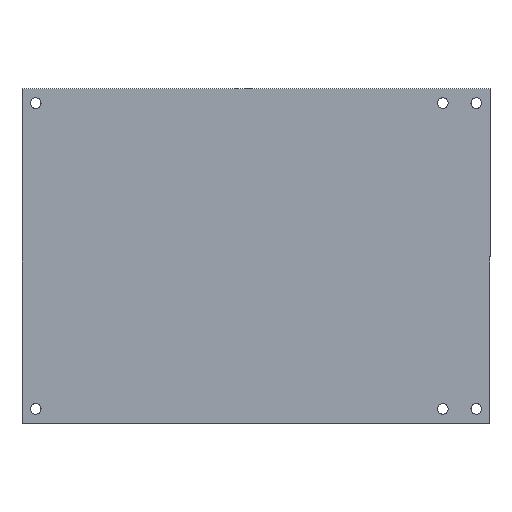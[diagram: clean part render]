
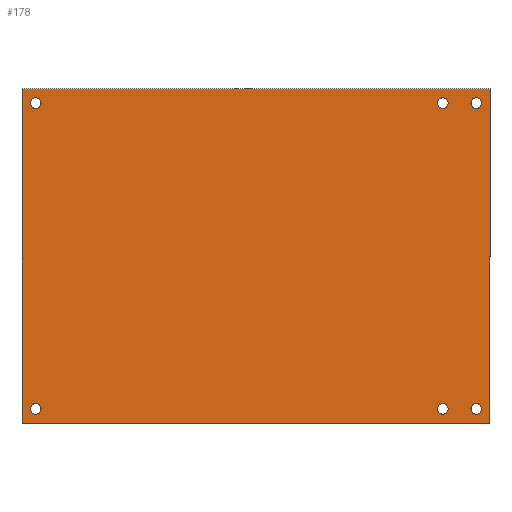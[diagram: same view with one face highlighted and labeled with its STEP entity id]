
A CAD part, top view. The second image highlights one B-rep face of the part: STEP entity #178.
In plain terms, the highlighted planar face has unit normal (0, 0, 1).
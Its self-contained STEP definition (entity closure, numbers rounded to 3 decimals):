
#11 = CARTESIAN_POINT ( 'NONE',  ( 0., 0., 1.6 ) ) ;
#14 = DIRECTION ( 'NONE',  ( 0., 0., 1. ) ) ;
#16 = DIRECTION ( 'NONE',  ( 1., 0., 0. ) ) ;
#19 = AXIS2_PLACEMENT_3D ( 'NONE', #57, #58, #67 ) ;
#44 = CIRCLE ( 'NONE', #99, 1.6 ) ;
#45 = CARTESIAN_POINT ( 'NONE',  ( 70., 50., 1.6 ) ) ;
#56 = CIRCLE ( 'NONE', #914, 1.6 ) ;
#57 = CARTESIAN_POINT ( 'NONE',  ( 55.9, 45.75, 1.6 ) ) ;
#58 = DIRECTION ( 'NONE',  ( 0., 0., 1. ) ) ;
#63 = CIRCLE ( 'NONE', #884, 1.6 ) ;
#67 = DIRECTION ( 'NONE',  ( -1., 0., 0. ) ) ;
#78 = VERTEX_POINT ( 'NONE', #862 ) ;
#80 = CARTESIAN_POINT ( 'NONE',  ( -64.3, -45.75, 1.6 ) ) ;
#81 = CARTESIAN_POINT ( 'NONE',  ( 55.9, -45.75, 1.6 ) ) ;
#82 = CARTESIAN_POINT ( 'NONE',  ( 57.5, -45.75, 1.6 ) ) ;
#83 = CARTESIAN_POINT ( 'NONE',  ( 67.5, -45.75, 1.6 ) ) ;
#85 = DIRECTION ( 'NONE',  ( 0., 0., 1. ) ) ;
#90 = DIRECTION ( 'NONE',  ( 1., 0., 0. ) ) ;
#92 = CARTESIAN_POINT ( 'NONE',  ( -67.5, 45.75, 1.6 ) ) ;
#94 = CARTESIAN_POINT ( 'NONE',  ( 57.5, 45.75, 1.6 ) ) ;
#97 = EDGE_CURVE ( 'NONE', #495, #276, #382, .T. ) ;
#99 = AXIS2_PLACEMENT_3D ( 'NONE', #319, #326, #423 ) ;
#102 = CARTESIAN_POINT ( 'NONE',  ( 65.9, -45.75, 1.6 ) ) ;
#103 = DIRECTION ( 'NONE',  ( 0., 0., 1. ) ) ;
#104 = DIRECTION ( 'NONE',  ( 1., 0., 0. ) ) ;
#119 = EDGE_CURVE ( 'NONE', #276, #733, #344, .T. ) ;
#120 = AXIS2_PLACEMENT_3D ( 'NONE', #81, #85, #90 ) ;
#125 = CIRCLE ( 'NONE', #554, 1.6 ) ;
#138 = CIRCLE ( 'NONE', #416, 1.6 ) ;
#141 = CARTESIAN_POINT ( 'NONE',  ( -70., -50., 1.6 ) ) ;
#142 = DIRECTION ( 'NONE',  ( 0., 0., 1. ) ) ;
#162 = EDGE_CURVE ( 'NONE', #559, #767, #303, .T. ) ;
#166 = CARTESIAN_POINT ( 'NONE',  ( 65.9, 45.75, 1.6 ) ) ;
#168 = DIRECTION ( 'NONE',  ( 0., 0., 1. ) ) ;
#169 = DIRECTION ( 'NONE',  ( -1., 0., 0. ) ) ;
#173 = AXIS2_PLACEMENT_3D ( 'NONE', #102, #103, #104 ) ;
#175 = DIRECTION ( 'NONE',  ( -1., 0., 0. ) ) ;
#176 = CARTESIAN_POINT ( 'NONE',  ( -65.9, -45.75, 1.6 ) ) ;
#178 = ADVANCED_FACE ( 'NONE', ( #287, #292, #290, #288, #275, #265, #263 ), #453, .T. ) ;
#186 = CIRCLE ( 'NONE', #173, 1.6 ) ;
#189 = CARTESIAN_POINT ( 'NONE',  ( -65.9, 45.75, 1.6 ) ) ;
#190 = DIRECTION ( 'NONE',  ( 0., 0., 1. ) ) ;
#192 = DIRECTION ( 'NONE',  ( 1., 0., 0. ) ) ;
#193 = CIRCLE ( 'NONE', #120, 1.6 ) ;
#206 = EDGE_CURVE ( 'NONE', #654, #714, #218, .T. ) ;
#218 = CIRCLE ( 'NONE', #19, 1.6 ) ;
#234 = DIRECTION ( 'NONE',  ( 1., 0., 0. ) ) ;
#236 = EDGE_CURVE ( 'NONE', #657, #802, #193, .T. ) ;
#246 = AXIS2_PLACEMENT_3D ( 'NONE', #176, #142, #175 ) ;
#248 = EDGE_CURVE ( 'NONE', #711, #869, #186, .T. ) ;
#262 = CARTESIAN_POINT ( 'NONE',  ( 65.9, 45.75, 1.6 ) ) ;
#263 = FACE_OUTER_BOUND ( 'NONE', #855, .T. ) ;
#265 = FACE_BOUND ( 'NONE', #787, .T. ) ;
#269 = DIRECTION ( 'NONE',  ( 0., 0., 1. ) ) ;
#271 = DIRECTION ( 'NONE',  ( -1., 0., 0. ) ) ;
#272 = EDGE_CURVE ( 'NONE', #486, #741, #138, .T. ) ;
#274 = CARTESIAN_POINT ( 'NONE',  ( -65.9, -45.75, 1.6 ) ) ;
#275 = FACE_BOUND ( 'NONE', #848, .T. ) ;
#276 = VERTEX_POINT ( 'NONE', #141 ) ;
#280 = DIRECTION ( 'NONE',  ( 0., 0., 1. ) ) ;
#284 = DIRECTION ( 'NONE',  ( -1., 0., 0. ) ) ;
#287 = FACE_BOUND ( 'NONE', #484, .T. ) ;
#288 = FACE_BOUND ( 'NONE', #829, .T. ) ;
#290 = FACE_BOUND ( 'NONE', #847, .T. ) ;
#292 = FACE_BOUND ( 'NONE', #838, .T. ) ;
#298 = EDGE_CURVE ( 'NONE', #849, #78, #125, .T. ) ;
#303 = CIRCLE ( 'NONE', #246, 1.6 ) ;
#319 = CARTESIAN_POINT ( 'NONE',  ( 55.9, -45.75, 1.6 ) ) ;
#320 = VECTOR ( 'NONE', #234, 1000. ) ;
#326 = DIRECTION ( 'NONE',  ( 0., 0., 1. ) ) ;
#339 = EDGE_CURVE ( 'NONE', #741, #486, #56, .T. ) ;
#344 = LINE ( 'NONE', #349, #320 ) ;
#347 = EDGE_CURVE ( 'NONE', #767, #559, #63, .T. ) ;
#349 = CARTESIAN_POINT ( 'NONE',  ( -70., -50., 1.6 ) ) ;
#366 = EDGE_CURVE ( 'NONE', #802, #657, #44, .T. ) ;
#371 = VECTOR ( 'NONE', #873, 1000. ) ;
#382 = LINE ( 'NONE', #860, #371 ) ;
#384 = CARTESIAN_POINT ( 'NONE',  ( -70., 50., 1.6 ) ) ;
#386 = DIRECTION ( 'NONE',  ( -1., 0., 0. ) ) ;
#387 = CARTESIAN_POINT ( 'NONE',  ( 65.9, -45.75, 1.6 ) ) ;
#389 = DIRECTION ( 'NONE',  ( 0., 0., 1. ) ) ;
#393 = DIRECTION ( 'NONE',  ( 1., 0., 0. ) ) ;
#396 = EDGE_CURVE ( 'NONE', #869, #711, #780, .T. ) ;
#400 = CIRCLE ( 'NONE', #538, 1.6 ) ;
#403 = AXIS2_PLACEMENT_3D ( 'NONE', #387, #389, #393 ) ;
#407 = CARTESIAN_POINT ( 'NONE',  ( 70., 50., 1.6 ) ) ;
#410 = EDGE_CURVE ( 'NONE', #781, #495, #708, .T. ) ;
#414 = DIRECTION ( 'NONE',  ( 0., 1., 0. ) ) ;
#415 = EDGE_CURVE ( 'NONE', #733, #781, #602, .T. ) ;
#416 = AXIS2_PLACEMENT_3D ( 'NONE', #166, #168, #169 ) ;
#420 = EDGE_CURVE ( 'NONE', #714, #654, #400, .T. ) ;
#423 = DIRECTION ( 'NONE',  ( 1., 0., 0. ) ) ;
#425 = VECTOR ( 'NONE', #414, 1000. ) ;
#435 = CARTESIAN_POINT ( 'NONE',  ( 55.9, 45.75, 1.6 ) ) ;
#439 = DIRECTION ( 'NONE',  ( 0., 0., 1. ) ) ;
#441 = DIRECTION ( 'NONE',  ( -1., 0., 0. ) ) ;
#452 = ORIENTED_EDGE ( 'NONE', *, *, #410, .T. ) ;
#453 = PLANE ( 'NONE',  #895 ) ;
#473 = ORIENTED_EDGE ( 'NONE', *, *, #206, .F. ) ;
#484 = EDGE_LOOP ( 'NONE', ( #501, #808 ) ) ;
#486 = VERTEX_POINT ( 'NONE', #521 ) ;
#495 = VERTEX_POINT ( 'NONE', #553 ) ;
#501 = ORIENTED_EDGE ( 'NONE', *, *, #366, .F. ) ;
#511 = VECTOR ( 'NONE', #386, 1000. ) ;
#521 = CARTESIAN_POINT ( 'NONE',  ( 67.5, 45.75, 1.6 ) ) ;
#538 = AXIS2_PLACEMENT_3D ( 'NONE', #435, #439, #441 ) ;
#553 = CARTESIAN_POINT ( 'NONE',  ( -70., 50., 1.6 ) ) ;
#554 = AXIS2_PLACEMENT_3D ( 'NONE', #189, #190, #192 ) ;
#559 = VERTEX_POINT ( 'NONE', #577 ) ;
#573 = ORIENTED_EDGE ( 'NONE', *, *, #339, .F. ) ;
#575 = EDGE_CURVE ( 'NONE', #78, #849, #905, .T. ) ;
#577 = CARTESIAN_POINT ( 'NONE',  ( -67.5, -45.75, 1.6 ) ) ;
#586 = ORIENTED_EDGE ( 'NONE', *, *, #119, .T. ) ;
#602 = LINE ( 'NONE', #407, #425 ) ;
#606 = ORIENTED_EDGE ( 'NONE', *, *, #415, .T. ) ;
#608 = ORIENTED_EDGE ( 'NONE', *, *, #162, .F. ) ;
#620 = CARTESIAN_POINT ( 'NONE',  ( -65.9, 45.75, 1.6 ) ) ;
#621 = DIRECTION ( 'NONE',  ( 0., 0., 1. ) ) ;
#622 = DIRECTION ( 'NONE',  ( 1., 0., 0. ) ) ;
#649 = CARTESIAN_POINT ( 'NONE',  ( 54.3, -45.75, 1.6 ) ) ;
#654 = VERTEX_POINT ( 'NONE', #668 ) ;
#655 = CARTESIAN_POINT ( 'NONE',  ( 70., -50., 1.6 ) ) ;
#657 = VERTEX_POINT ( 'NONE', #649 ) ;
#660 = ORIENTED_EDGE ( 'NONE', *, *, #420, .F. ) ;
#668 = CARTESIAN_POINT ( 'NONE',  ( 54.3, 45.75, 1.6 ) ) ;
#708 = LINE ( 'NONE', #384, #511 ) ;
#709 = ORIENTED_EDGE ( 'NONE', *, *, #298, .F. ) ;
#711 = VERTEX_POINT ( 'NONE', #725 ) ;
#714 = VERTEX_POINT ( 'NONE', #94 ) ;
#715 = AXIS2_PLACEMENT_3D ( 'NONE', #620, #621, #622 ) ;
#725 = CARTESIAN_POINT ( 'NONE',  ( 64.3, -45.75, 1.6 ) ) ;
#733 = VERTEX_POINT ( 'NONE', #655 ) ;
#741 = VERTEX_POINT ( 'NONE', #866 ) ;
#754 = ORIENTED_EDGE ( 'NONE', *, *, #347, .F. ) ;
#767 = VERTEX_POINT ( 'NONE', #80 ) ;
#780 = CIRCLE ( 'NONE', #403, 1.6 ) ;
#781 = VERTEX_POINT ( 'NONE', #45 ) ;
#783 = ORIENTED_EDGE ( 'NONE', *, *, #248, .F. ) ;
#787 = EDGE_LOOP ( 'NONE', ( #903, #709 ) ) ;
#793 = ORIENTED_EDGE ( 'NONE', *, *, #272, .F. ) ;
#802 = VERTEX_POINT ( 'NONE', #82 ) ;
#808 = ORIENTED_EDGE ( 'NONE', *, *, #236, .F. ) ;
#818 = ORIENTED_EDGE ( 'NONE', *, *, #396, .F. ) ;
#829 = EDGE_LOOP ( 'NONE', ( #818, #783 ) ) ;
#837 = ORIENTED_EDGE ( 'NONE', *, *, #97, .T. ) ;
#838 = EDGE_LOOP ( 'NONE', ( #660, #473 ) ) ;
#847 = EDGE_LOOP ( 'NONE', ( #754, #608 ) ) ;
#848 = EDGE_LOOP ( 'NONE', ( #793, #573 ) ) ;
#849 = VERTEX_POINT ( 'NONE', #92 ) ;
#855 = EDGE_LOOP ( 'NONE', ( #606, #452, #837, #586 ) ) ;
#860 = CARTESIAN_POINT ( 'NONE',  ( -70., 50., 1.6 ) ) ;
#862 = CARTESIAN_POINT ( 'NONE',  ( -64.3, 45.75, 1.6 ) ) ;
#866 = CARTESIAN_POINT ( 'NONE',  ( 64.3, 45.75, 1.6 ) ) ;
#869 = VERTEX_POINT ( 'NONE', #83 ) ;
#873 = DIRECTION ( 'NONE',  ( 0., -1., 0. ) ) ;
#884 = AXIS2_PLACEMENT_3D ( 'NONE', #274, #280, #284 ) ;
#895 = AXIS2_PLACEMENT_3D ( 'NONE', #11, #14, #16 ) ;
#903 = ORIENTED_EDGE ( 'NONE', *, *, #575, .F. ) ;
#905 = CIRCLE ( 'NONE', #715, 1.6 ) ;
#914 = AXIS2_PLACEMENT_3D ( 'NONE', #262, #269, #271 ) ;
